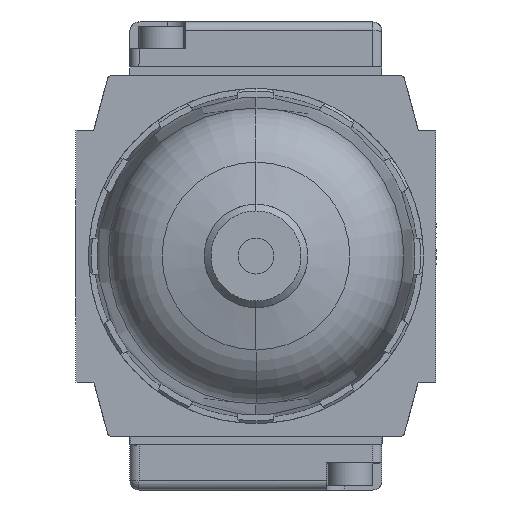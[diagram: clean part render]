
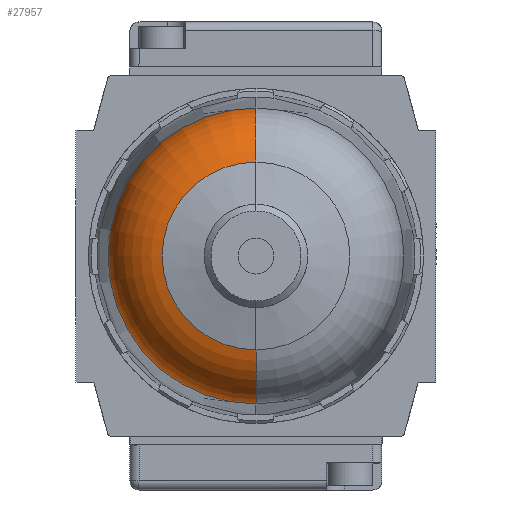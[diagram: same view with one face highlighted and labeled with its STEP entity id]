
A CAD part, front view. The second image highlights one B-rep face of the part: STEP entity #27957.
In plain terms, the highlighted toroidal (fillet/blend) face has major radius 8.444 mm and minor radius 8 mm.
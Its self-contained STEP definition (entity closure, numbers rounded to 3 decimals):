
#959=TOROIDAL_SURFACE('',#31010,8.443,8.);
#5066=VERTEX_POINT('',#53931);
#5067=VERTEX_POINT('',#53932);
#5068=VERTEX_POINT('',#53939);
#5069=VERTEX_POINT('',#53941);
#8841=CIRCLE('',#31009,16.439);
#8842=CIRCLE('',#31011,8.);
#8843=CIRCLE('',#31012,10.426);
#8844=CIRCLE('',#31013,8.);
#13248=EDGE_CURVE('',#5067,#5066,#8841,.T.);
#13249=EDGE_CURVE('',#5068,#5066,#8842,.T.);
#13250=EDGE_CURVE('',#5069,#5068,#8843,.T.);
#13251=EDGE_CURVE('',#5067,#5069,#8844,.T.);
#21263=ORIENTED_EDGE('',*,*,#13249,.F.);
#21264=ORIENTED_EDGE('',*,*,#13250,.F.);
#21265=ORIENTED_EDGE('',*,*,#13251,.F.);
#21266=ORIENTED_EDGE('',*,*,#13248,.T.);
#26242=EDGE_LOOP('',(#21263,#21264,#21265,#21266));
#27116=FACE_BOUND('',#26242,.T.);
#27957=ADVANCED_FACE('',(#27116),#959,.F.);
#31009=AXIS2_PLACEMENT_3D('',#53936,#40007,#40008);
#31010=AXIS2_PLACEMENT_3D('',#53937,#40009,$);
#31011=AXIS2_PLACEMENT_3D('',#53938,#40010,#40011);
#31012=AXIS2_PLACEMENT_3D('',#53940,#40012,#40013);
#31013=AXIS2_PLACEMENT_3D('',#53942,#40014,#40015);
#40007=DIRECTION('',(0.,1.,0.));
#40008=DIRECTION('',(0.,0.,-16.439));
#40009=DIRECTION('',(0.,-1.,0.));
#40010=DIRECTION('',(-1.,0.,0.));
#40011=DIRECTION('',(0.,-7.751,1.982));
#40012=DIRECTION('',(0.,1.,0.));
#40013=DIRECTION('',(0.,0.,-10.426));
#40014=DIRECTION('',(-1.,0.,0.));
#40015=DIRECTION('',(0.,-0.279,-7.995));
#53931=CARTESIAN_POINT('',(0.,-67.713,16.439));
#53932=CARTESIAN_POINT('',(0.,-67.713,-16.439));
#53936=CARTESIAN_POINT('',(0.,-67.713,0.));
#53937=CARTESIAN_POINT('',(0.,-67.434,0.));
#53938=CARTESIAN_POINT('',(0.,-67.434,8.443));
#53939=CARTESIAN_POINT('',(0.,-75.184,10.426));
#53940=CARTESIAN_POINT('',(0.,-75.184,0.));
#53941=CARTESIAN_POINT('',(0.,-75.184,-10.426));
#53942=CARTESIAN_POINT('',(0.,-67.434,-8.443));
